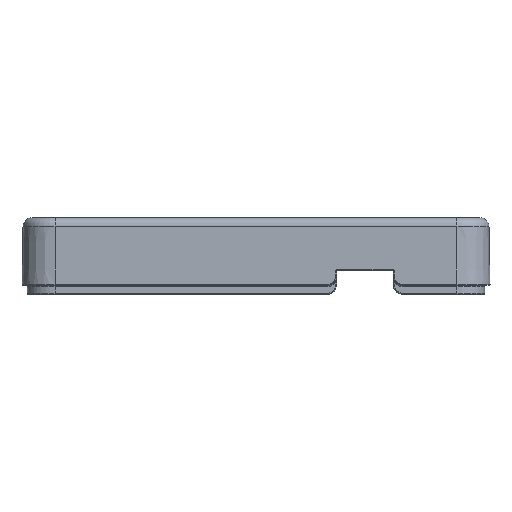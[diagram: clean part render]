
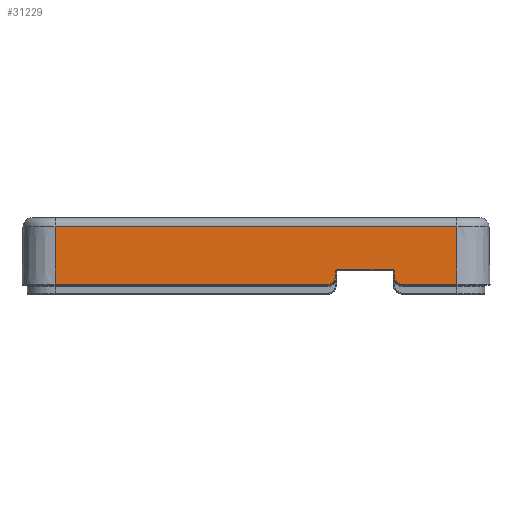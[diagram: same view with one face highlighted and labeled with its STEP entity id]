
A CAD part, front view. The second image highlights one B-rep face of the part: STEP entity #31229.
In plain terms, the highlighted planar face has unit normal (0, -1, 0.018).
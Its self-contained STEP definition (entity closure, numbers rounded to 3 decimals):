
#245 = CARTESIAN_POINT ( 'NONE',  ( 15.675, -28.405, 0.254 ) ) ;
#670 = VERTEX_POINT ( 'NONE', #19403 ) ;
#2060 = CARTESIAN_POINT ( 'NONE',  ( 17.425, -28.375, 1.974 ) ) ;
#2519 = CARTESIAN_POINT ( 'NONE',  ( 17.653, -28.349, 3.454 ) ) ;
#3230 = VECTOR ( 'NONE', #20667, 1000. ) ;
#3583 = LINE ( 'NONE', #6173, #22191 ) ;
#3668 = ORIENTED_EDGE ( 'NONE', *, *, #9451, .T. ) ;
#5756 = CARTESIAN_POINT ( 'NONE',  ( 44.01, -28.405, 0.254 ) ) ;
#6173 = CARTESIAN_POINT ( 'NONE',  ( 0., -28.184, 12.885 ) ) ;
#6491 = DIRECTION ( 'NONE',  ( 1., 0., 0. ) ) ;
#6836 =( BOUNDED_CURVE ( )  B_SPLINE_CURVE ( 3, ( #42368, #18932, #2519, #25647 ),
 .UNSPECIFIED., .F., .F. ) 
 B_SPLINE_CURVE_WITH_KNOTS ( ( 4, 4 ),
 ( 4.73, 6.283 ),
 .UNSPECIFIED. ) 
 CURVE ( )  GEOMETRIC_REPRESENTATION_ITEM ( )  RATIONAL_B_SPLINE_CURVE ( ( 1., 0.809, 0.809, 1. ) ) 
 REPRESENTATION_ITEM ( '' )  );
#7434 = LINE ( 'NONE', #35833, #40793 ) ;
#9189 = VERTEX_POINT ( 'NONE', #27693 ) ;
#9451 = EDGE_CURVE ( 'NONE', #9189, #40016, #42748, .T. ) ;
#9648 = VERTEX_POINT ( 'NONE', #28086 ) ;
#9877 =( BOUNDED_CURVE ( )  B_SPLINE_CURVE ( 3, ( #41295, #27521, #37924, #2060 ),
 .UNSPECIFIED., .F., .F. ) 
 B_SPLINE_CURVE_WITH_KNOTS ( ( 4, 4 ),
 ( 3.142, 4.695 ),
 .UNSPECIFIED. ) 
 CURVE ( )  GEOMETRIC_REPRESENTATION_ITEM ( )  RATIONAL_B_SPLINE_CURVE ( ( 1., 0.809, 0.809, 1. ) ) 
 REPRESENTATION_ITEM ( '' )  );
#10372 = ORIENTED_EDGE ( 'NONE', *, *, #37410, .T. ) ;
#10872 = ORIENTED_EDGE ( 'NONE', *, *, #13686, .T. ) ;
#11147 = DIRECTION ( 'NONE',  ( 0.017, 0.017, 1. ) ) ;
#11219 =( BOUNDED_CURVE ( )  B_SPLINE_CURVE ( 3, ( #38978, #15595, #15879, #39239 ),
 .UNSPECIFIED., .F., .F. ) 
 B_SPLINE_CURVE_WITH_KNOTS ( ( 4, 4 ),
 ( 3.142, 4.695 ),
 .UNSPECIFIED. ) 
 CURVE ( )  GEOMETRIC_REPRESENTATION_ITEM ( )  RATIONAL_B_SPLINE_CURVE ( ( 1., 0.809, 0.809, 1. ) ) 
 REPRESENTATION_ITEM ( '' )  );
#11370 = ORIENTED_EDGE ( 'NONE', *, *, #37070, .F. ) ;
#11473 = CARTESIAN_POINT ( 'NONE',  ( 30.325, -28.375, 1.974 ) ) ;
#11504 = LINE ( 'NONE', #5756, #29209 ) ;
#11969 = LINE ( 'NONE', #40691, #3230 ) ;
#12459 = ORIENTED_EDGE ( 'NONE', *, *, #13942, .T. ) ;
#12725 = LINE ( 'NONE', #24360, #30360 ) ;
#13171 = CARTESIAN_POINT ( 'NONE',  ( 32.075, -28.405, 0.254 ) ) ;
#13686 = EDGE_CURVE ( 'NONE', #21792, #670, #6836, .T. ) ;
#13942 = EDGE_CURVE ( 'NONE', #40016, #30063, #9877, .T. ) ;
#15043 = ORIENTED_EDGE ( 'NONE', *, *, #39094, .T. ) ;
#15595 = CARTESIAN_POINT ( 'NONE',  ( 30.097, -28.349, 3.454 ) ) ;
#15879 = CARTESIAN_POINT ( 'NONE',  ( 30.303, -28.352, 3.252 ) ) ;
#17024 = DIRECTION ( 'NONE',  ( 0., -1., 0.017 ) ) ;
#17616 = AXIS2_PLACEMENT_3D ( 'NONE', #37050, #17024, #40397 ) ;
#18605 =( BOUNDED_CURVE ( )  B_SPLINE_CURVE ( 3, ( #11473, #38151, #41545, #21463 ),
 .UNSPECIFIED., .F., .F. ) 
 B_SPLINE_CURVE_WITH_KNOTS ( ( 4, 4 ),
 ( 4.73, 6.283 ),
 .UNSPECIFIED. ) 
 CURVE ( )  GEOMETRIC_REPRESENTATION_ITEM ( )  RATIONAL_B_SPLINE_CURVE ( ( 1., 0.809, 0.809, 1. ) ) 
 REPRESENTATION_ITEM ( '' )  );
#18932 = CARTESIAN_POINT ( 'NONE',  ( 17.447, -28.352, 3.252 ) ) ;
#19403 = CARTESIAN_POINT ( 'NONE',  ( 17.942, -28.349, 3.454 ) ) ;
#19940 = CARTESIAN_POINT ( 'NONE',  ( 15.675, -28.405, 0.254 ) ) ;
#20667 = DIRECTION ( 'NONE',  ( 0., 0.017, 1. ) ) ;
#21463 = CARTESIAN_POINT ( 'NONE',  ( 32.075, -28.405, 0.254 ) ) ;
#21769 = ORIENTED_EDGE ( 'NONE', *, *, #38300, .T. ) ;
#21792 = VERTEX_POINT ( 'NONE', #29312 ) ;
#21994 = FACE_OUTER_BOUND ( 'NONE', #30661, .T. ) ;
#22191 = VECTOR ( 'NONE', #29396, 1000. ) ;
#22418 = VERTEX_POINT ( 'NONE', #37443 ) ;
#22566 = CARTESIAN_POINT ( 'NONE',  ( 30.325, -28.375, 1.969 ) ) ;
#23414 = EDGE_CURVE ( 'NONE', #28666, #22418, #11504, .T. ) ;
#23585 = PLANE ( 'NONE',  #17616 ) ;
#24360 = CARTESIAN_POINT ( 'NONE',  ( 17.442, -28.358, 2.959 ) ) ;
#24892 = ORIENTED_EDGE ( 'NONE', *, *, #37983, .T. ) ;
#25647 = CARTESIAN_POINT ( 'NONE',  ( 17.942, -28.349, 3.454 ) ) ;
#25927 = EDGE_CURVE ( 'NONE', #30063, #21792, #12725, .T. ) ;
#26428 = VERTEX_POINT ( 'NONE', #34416 ) ;
#27521 = CARTESIAN_POINT ( 'NONE',  ( 16.686, -28.405, 0.254 ) ) ;
#27693 = CARTESIAN_POINT ( 'NONE',  ( -44.01, -28.405, 0.254 ) ) ;
#28086 = CARTESIAN_POINT ( 'NONE',  ( 29.808, -28.349, 3.454 ) ) ;
#28180 = CARTESIAN_POINT ( 'NONE',  ( 30.308, -28.357, 2.963 ) ) ;
#28666 = VERTEX_POINT ( 'NONE', #13171 ) ;
#28977 = DIRECTION ( 'NONE',  ( 1., 0., 0. ) ) ;
#29108 = DIRECTION ( 'NONE',  ( 0., 0.017, 1. ) ) ;
#29209 = VECTOR ( 'NONE', #28977, 1000. ) ;
#29312 = CARTESIAN_POINT ( 'NONE',  ( 17.442, -28.357, 2.963 ) ) ;
#29396 = DIRECTION ( 'NONE',  ( -1., 0., 0. ) ) ;
#30019 = VECTOR ( 'NONE', #29108, 1000. ) ;
#30063 = VERTEX_POINT ( 'NONE', #42819 ) ;
#30360 = VECTOR ( 'NONE', #11147, 1000. ) ;
#30661 = EDGE_LOOP ( 'NONE', ( #11370, #3668, #12459, #41151, #10872, #21769, #15043, #24892, #10372, #30846, #42984, #36142 ) ) ;
#30846 = ORIENTED_EDGE ( 'NONE', *, *, #23414, .T. ) ;
#30898 = VECTOR ( 'NONE', #32679, 1000. ) ;
#31229 = ADVANCED_FACE ( 'NONE', ( #21994 ), #23585, .T. ) ;
#31410 = CARTESIAN_POINT ( 'NONE',  ( 30.325, -28.375, 1.974 ) ) ;
#31814 = VERTEX_POINT ( 'NONE', #28180 ) ;
#32666 = EDGE_CURVE ( 'NONE', #22418, #37277, #11969, .T. ) ;
#32679 = DIRECTION ( 'NONE',  ( 0.017, -0.017, -1. ) ) ;
#33754 = VECTOR ( 'NONE', #6491, 1000. ) ;
#34416 = CARTESIAN_POINT ( 'NONE',  ( -44.01, -28.184, 12.885 ) ) ;
#34703 = VERTEX_POINT ( 'NONE', #31410 ) ;
#35833 = CARTESIAN_POINT ( 'NONE',  ( 29.808, -28.349, 3.454 ) ) ;
#36142 = ORIENTED_EDGE ( 'NONE', *, *, #37082, .T. ) ;
#37050 = CARTESIAN_POINT ( 'NONE',  ( 0., -28.15, 14.85 ) ) ;
#37070 = EDGE_CURVE ( 'NONE', #9189, #26428, #38984, .T. ) ;
#37082 = EDGE_CURVE ( 'NONE', #37277, #26428, #3583, .T. ) ;
#37277 = VERTEX_POINT ( 'NONE', #40491 ) ;
#37410 = EDGE_CURVE ( 'NONE', #34703, #28666, #18605, .T. ) ;
#37443 = CARTESIAN_POINT ( 'NONE',  ( 44.01, -28.405, 0.254 ) ) ;
#37924 = CARTESIAN_POINT ( 'NONE',  ( 17.407, -28.392, 0.963 ) ) ;
#37983 = EDGE_CURVE ( 'NONE', #31814, #34703, #40879, .T. ) ;
#38151 = CARTESIAN_POINT ( 'NONE',  ( 30.343, -28.392, 0.963 ) ) ;
#38300 = EDGE_CURVE ( 'NONE', #670, #9648, #7434, .T. ) ;
#38978 = CARTESIAN_POINT ( 'NONE',  ( 29.808, -28.349, 3.454 ) ) ;
#38984 = LINE ( 'NONE', #42470, #30019 ) ;
#39094 = EDGE_CURVE ( 'NONE', #9648, #31814, #11219, .T. ) ;
#39239 = CARTESIAN_POINT ( 'NONE',  ( 30.308, -28.357, 2.963 ) ) ;
#40016 = VERTEX_POINT ( 'NONE', #245 ) ;
#40397 = DIRECTION ( 'NONE',  ( 0., -0.017, -1. ) ) ;
#40491 = CARTESIAN_POINT ( 'NONE',  ( 44.01, -28.184, 12.885 ) ) ;
#40691 = CARTESIAN_POINT ( 'NONE',  ( 44.01, -28.15, 14.85 ) ) ;
#40793 = VECTOR ( 'NONE', #42014, 1000. ) ;
#40879 = LINE ( 'NONE', #22566, #30898 ) ;
#41151 = ORIENTED_EDGE ( 'NONE', *, *, #25927, .T. ) ;
#41295 = CARTESIAN_POINT ( 'NONE',  ( 15.675, -28.405, 0.254 ) ) ;
#41545 = CARTESIAN_POINT ( 'NONE',  ( 31.064, -28.405, 0.254 ) ) ;
#42014 = DIRECTION ( 'NONE',  ( 1., 0., 0. ) ) ;
#42368 = CARTESIAN_POINT ( 'NONE',  ( 17.442, -28.357, 2.963 ) ) ;
#42470 = CARTESIAN_POINT ( 'NONE',  ( -44.01, -28.15, 14.85 ) ) ;
#42748 = LINE ( 'NONE', #19940, #33754 ) ;
#42819 = CARTESIAN_POINT ( 'NONE',  ( 17.425, -28.375, 1.974 ) ) ;
#42984 = ORIENTED_EDGE ( 'NONE', *, *, #32666, .T. ) ;
